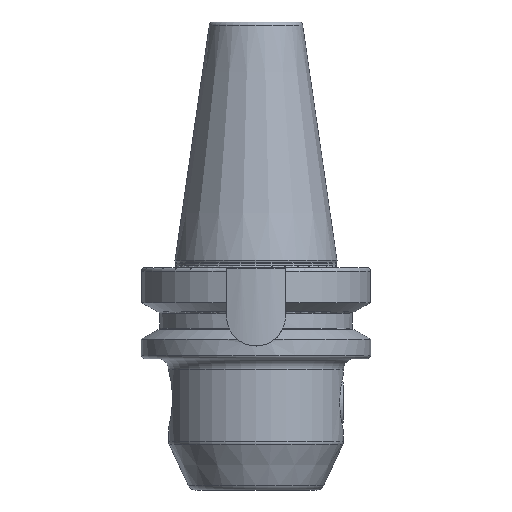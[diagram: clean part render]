
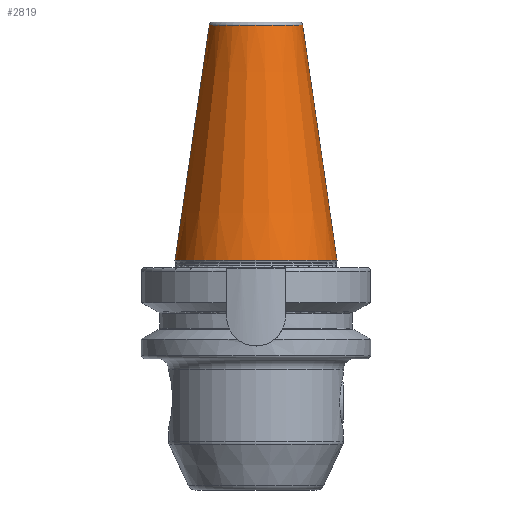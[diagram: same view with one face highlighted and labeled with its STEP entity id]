
A CAD part, left-side view. The second image highlights one B-rep face of the part: STEP entity #2819.
In plain terms, the highlighted conical face has half-angle 8.297 degrees and reference radius 17.519 mm.
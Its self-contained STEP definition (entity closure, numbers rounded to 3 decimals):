
#1112=CARTESIAN_POINT('',(0,0,91.544));
#1113=DIRECTION('',(0,0,1));
#1114=DIRECTION('',(0,1,0));
#1115=AXIS2_PLACEMENT_3D('',#1112,#1113,#1114);
#1117=DIRECTION('',(0.,0.144,0.99));
#1118=VECTOR('',#1117,65.227);
#1119=CARTESIAN_POINT('',(0,-22.225,27));
#1120=LINE('',#1119,#1118);
#1121=CARTESIAN_POINT('',(0,0,27));
#1122=DIRECTION('',(0,0,1));
#1123=DIRECTION('',(0,1,0));
#1124=AXIS2_PLACEMENT_3D('',#1121,#1122,#1123);
#1126=DIRECTION('',(0.,-0.144,0.99));
#1127=VECTOR('',#1126,65.227);
#1128=CARTESIAN_POINT('',(0,22.225,27));
#1129=LINE('',#1128,#1127);
#1418=CARTESIAN_POINT('',(0,22.225,27));
#1420=VERTEX_POINT('',#1418);
#1434=CARTESIAN_POINT('',(0,-22.225,27));
#1436=VERTEX_POINT('',#1434);
#1461=CARTESIAN_POINT('',(0,12.812,91.544));
#1462=CARTESIAN_POINT('',(0,-12.812,91.544));
#1463=VERTEX_POINT('',#1461);
#1464=VERTEX_POINT('',#1462);
#2805=CARTESIAN_POINT('',(0,0,59.272));
#2806=DIRECTION('',(0,0,-1));
#2807=DIRECTION('',(0,-1,0));
#2808=AXIS2_PLACEMENT_3D('',#2805,#2806,#2807);
#2809=CONICAL_SURFACE('',#2808,17.519,8.297);
#2811=ORIENTED_EDGE('',*,*,#2810,.T.);
#2813=ORIENTED_EDGE('',*,*,#2812,.F.);
#2814=ORIENTED_EDGE('',*,*,#2798,.F.);
#2816=ORIENTED_EDGE('',*,*,#2815,.T.);
#2817=EDGE_LOOP('',(#2811,#2813,#2814,#2816));
#2818=FACE_OUTER_BOUND('',#2817,.F.);
#2819=ADVANCED_FACE('',(#2818),#2809,.T.);
#1116=CIRCLE('',#1115,12.812);
#1125=CIRCLE('',#1124,22.225);
#2798=EDGE_CURVE('',#1420,#1436,#1125,.T.);
#2810=EDGE_CURVE('',#1463,#1464,#1116,.T.);
#2812=EDGE_CURVE('',#1436,#1464,#1120,.T.);
#2815=EDGE_CURVE('',#1420,#1463,#1129,.T.);
